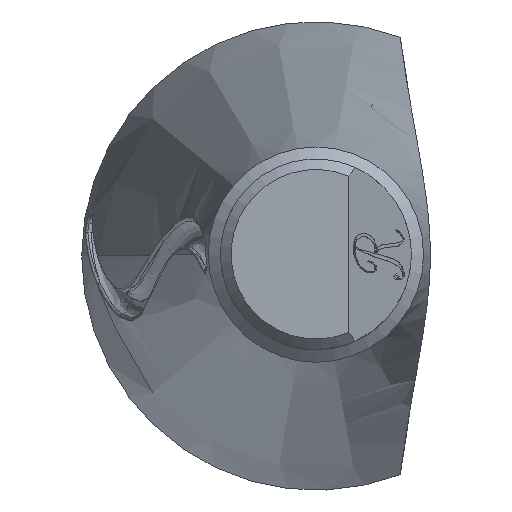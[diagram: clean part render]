
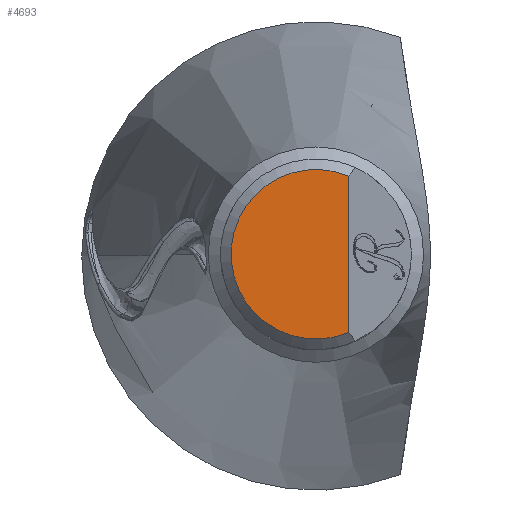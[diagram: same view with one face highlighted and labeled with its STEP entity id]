
A CAD part, top view. The second image highlights one B-rep face of the part: STEP entity #4693.
In plain terms, the highlighted planar face has unit normal (0, 0, 1).
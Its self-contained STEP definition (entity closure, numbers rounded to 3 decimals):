
#3919 = EDGE_CURVE('',#3920,#3922,#3924,.T.);
#3920 = VERTEX_POINT('',#3921);
#3921 = CARTESIAN_POINT('',(6.229,-14.738,192.5));
#3922 = VERTEX_POINT('',#3923);
#3923 = CARTESIAN_POINT('',(6.229,14.738,192.5));
#3924 = LINE('',#3925,#3926);
#3925 = CARTESIAN_POINT('',(6.229,0.,192.5));
#3926 = VECTOR('',#3927,1.);
#3927 = DIRECTION('',(0.,1.,0.));
#4693 = ADVANCED_FACE('',(#4694),#4704,.T.);
#4694 = FACE_BOUND('',#4695,.T.);
#4695 = EDGE_LOOP('',(#4696,#4697));
#4696 = ORIENTED_EDGE('',*,*,#3919,.T.);
#4697 = ORIENTED_EDGE('',*,*,#4698,.T.);
#4698 = EDGE_CURVE('',#3922,#3920,#4699,.T.);
#4699 = CIRCLE('',#4700,16.);
#4700 = AXIS2_PLACEMENT_3D('',#4701,#4702,#4703);
#4701 = CARTESIAN_POINT('',(0.,0.,192.5));
#4702 = DIRECTION('',(0.,0.,1.));
#4703 = DIRECTION('',(1.,0.,0.));
#4704 = PLANE('',#4705);
#4705 = AXIS2_PLACEMENT_3D('',#4706,#4707,#4708);
#4706 = CARTESIAN_POINT('',(0.,0.,192.5));
#4707 = DIRECTION('',(0.,0.,1.));
#4708 = DIRECTION('',(1.,0.,0.));
